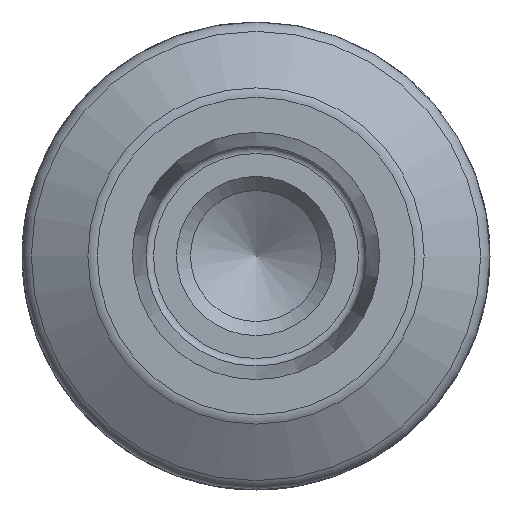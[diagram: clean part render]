
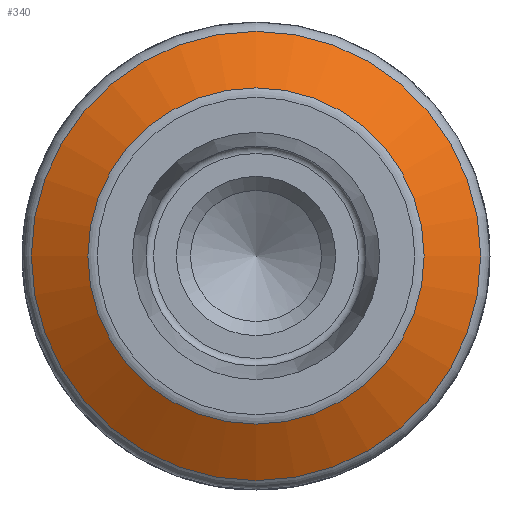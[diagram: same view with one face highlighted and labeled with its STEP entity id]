
A CAD part, left-side view. The second image highlights one B-rep face of the part: STEP entity #340.
In plain terms, the highlighted conical face has half-angle 60 degrees and reference radius 24 mm.
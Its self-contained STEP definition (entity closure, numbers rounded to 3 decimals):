
#88=FACE_BOUND('',#567,.T.);
#89=FACE_BOUND('',#568,.T.);
#161=CONICAL_SURFACE('',#1789,24.,60.);
#340=ADVANCED_FACE('',(#88,#89),#161,.T.);
#567=EDGE_LOOP('',(#1145));
#568=EDGE_LOOP('',(#1146));
#1145=ORIENTED_EDGE('',*,*,#1538,.F.);
#1146=ORIENTED_EDGE('',*,*,#1541,.T.);
#1312=VERTEX_POINT('',#3317);
#1315=VERTEX_POINT('',#3326);
#1538=EDGE_CURVE('',#1312,#1312,#1613,.T.);
#1541=EDGE_CURVE('',#1315,#1315,#1616,.T.);
#1613=CIRCLE('',#1782,24.);
#1616=CIRCLE('',#1788,17.964);
#1782=AXIS2_PLACEMENT_3D('',#3316,#2168,#2169);
#1788=AXIS2_PLACEMENT_3D('',#3325,#2180,#2181);
#1789=AXIS2_PLACEMENT_3D('',#3327,#2182,#2183);
#2168=DIRECTION('',(1.,0.,0.));
#2169=DIRECTION('',(0.,1.,0.));
#2180=DIRECTION('',(1.,0.,0.));
#2181=DIRECTION('',(0.,1.,0.));
#2182=DIRECTION('',(1.,0.,0.));
#2183=DIRECTION('',(0.,1.,0.));
#3316=CARTESIAN_POINT('',(-9.247,0.,0.));
#3317=CARTESIAN_POINT('',(-9.247,24.,0.));
#3325=CARTESIAN_POINT('',(-12.732,0.,0.));
#3326=CARTESIAN_POINT('',(-12.732,17.964,0.));
#3327=CARTESIAN_POINT('',(-9.247,0.,0.));
